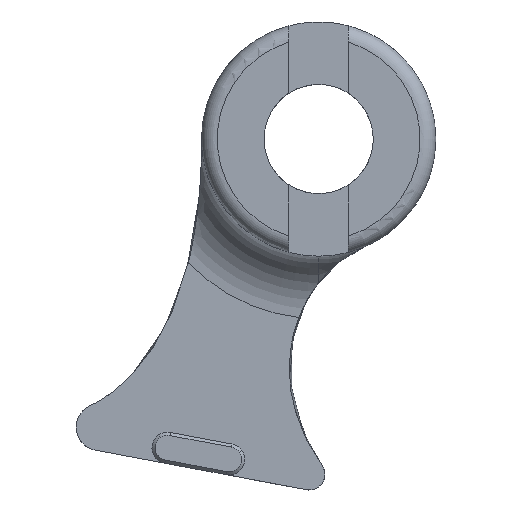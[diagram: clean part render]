
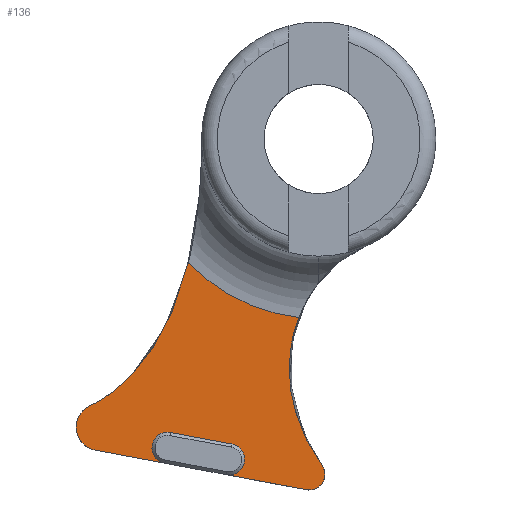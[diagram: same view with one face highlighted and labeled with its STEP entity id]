
A CAD part, left-side view. The second image highlights one B-rep face of the part: STEP entity #136.
In plain terms, the highlighted planar face has unit normal (-1, 0, 0).
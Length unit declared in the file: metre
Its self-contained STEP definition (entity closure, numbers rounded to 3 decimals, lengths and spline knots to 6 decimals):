
#136=ADVANCED_FACE('2:29093',(#249),#250,.F.);
#249=FACE_OUTER_BOUND('',#624,.T.);
#250=PLANE('',#625);
#624=EDGE_LOOP('',(#1080,#1081,#1082,#1083,#1084,#1085,#1086,#1087,#1088,#1089,#1090,#1091));
#625=AXIS2_PLACEMENT_3D('',#1092,#1093,#1094);
#1080=ORIENTED_EDGE('',*,*,#1526,.F.);
#1081=ORIENTED_EDGE('',*,*,#1527,.T.);
#1082=ORIENTED_EDGE('',*,*,#1524,.F.);
#1083=ORIENTED_EDGE('',*,*,#1528,.T.);
#1084=ORIENTED_EDGE('',*,*,#1414,.F.);
#1085=ORIENTED_EDGE('',*,*,#1529,.T.);
#1086=ORIENTED_EDGE('',*,*,#1530,.F.);
#1087=ORIENTED_EDGE('',*,*,#1531,.T.);
#1088=ORIENTED_EDGE('',*,*,#1399,.F.);
#1089=ORIENTED_EDGE('',*,*,#1532,.F.);
#1090=ORIENTED_EDGE('',*,*,#1533,.F.);
#1091=ORIENTED_EDGE('',*,*,#1395,.F.);
#1092=CARTESIAN_POINT('',(-0.005,-0.000751,0.026039));
#1093=DIRECTION('',(1.0,0.0,0.0));
#1094=DIRECTION('',(0.0,1.0,0.0));
#1395=EDGE_CURVE('2:29348',#1592,#1595,#1596,.T.);
#1399=EDGE_CURVE('2:29369',#1600,#1603,#1604,.T.);
#1414=EDGE_CURVE('2:29357',#1629,#1631,#1632,.T.);
#1524=EDGE_CURVE('2:29342',#1825,#1827,#1828,.T.);
#1526=EDGE_CURVE('2:29348',#1830,#1592,#1831,.T.);
#1527=EDGE_CURVE('2:29351',#1830,#1827,#1832,.T.);
#1528=EDGE_CURVE('2:29354',#1825,#1631,#1833,.T.);
#1529=EDGE_CURVE('2:29360',#1629,#1834,#1835,.T.);
#1530=EDGE_CURVE('2:29363',#1836,#1834,#1837,.T.);
#1531=EDGE_CURVE('2:29366',#1836,#1603,#1838,.T.);
#1532=EDGE_CURVE('2:29369',#1839,#1600,#1840,.T.);
#1533=EDGE_CURVE('2:29372',#1595,#1839,#1841,.T.);
#1592=VERTEX_POINT('',#1915);
#1595=VERTEX_POINT('',#1919);
#1596=CIRCLE('',#1920,0.001);
#1600=VERTEX_POINT('',#1925);
#1603=VERTEX_POINT('',#1929);
#1604=CIRCLE('',#1930,0.001);
#1629=VERTEX_POINT('',#1960);
#1631=VERTEX_POINT('',#1971);
#1632=CIRCLE('',#1972,0.0115);
#1825=VERTEX_POINT('',#2624);
#1827=VERTEX_POINT('',#2627);
#1828=B_SPLINE_CURVE_WITH_KNOTS('',3,(#2628,#2629,#2630,#2631,#2632,#2633,#2634,#2635,#2636,#2637,#2638,#2639,#2640),.UNSPECIFIED.,.F.,.F.,(4,3,3,3,4),(0.,0.050391,0.100782,0.16797,0.235158),.UNSPECIFIED.);
#1830=VERTEX_POINT('',#2643);
#1831=CIRCLE('',#2644,0.001);
#1832=LINE('',#2645,#2646);
#1833=B_SPLINE_CURVE_WITH_KNOTS('',3,(#2647,#2648,#2649,#2650,#2651,#2652,#2653,#2654,#2655,#2656,#2657,#2658,#2659,#2660,#2661,#2662,#2663,#2664,#2665,#2666,#2667,#2668,#2669,#2670,#2671),.UNSPECIFIED.,.F.,.F.,(4,3,3,3,3,3,3,3,4),(0.656611,0.683546,0.698545,0.798537,0.86346,0.890432,0.959679,1.014383,1.022638),.UNSPECIFIED.);
#1834=VERTEX_POINT('',#2672);
#1835=B_SPLINE_CURVE_WITH_KNOTS('',3,(#2673,#2674,#2675,#2676,#2677,#2678,#2679),.UNSPECIFIED.,.F.,.F.,(4,3,4),(3.165964,5.727391,7.543298),.UNSPECIFIED.);
#1836=VERTEX_POINT('',#2680);
#1837=B_SPLINE_CURVE_WITH_KNOTS('',3,(#2681,#2682,#2683,#2684,#2685,#2686,#2687,#2688,#2689,#2690,#2691,#2692,#2693),.UNSPECIFIED.,.F.,.F.,(4,3,3,3,4),(0.0,0.081107,0.162214,0.270357,0.3785),.UNSPECIFIED.);
#1838=LINE('',#2694,#2695);
#1839=VERTEX_POINT('',#2696);
#1840=CIRCLE('',#2697,0.001);
#1841=LINE('',#2698,#2699);
#1915=CARTESIAN_POINT('',(-0.005,-0.00008,0.012625));
#1919=CARTESIAN_POINT('',(-0.005,0.000561,0.013043));
#1920=AXIS2_PLACEMENT_3D('',#2992,#2993,#2994);
#1925=CARTESIAN_POINT('',(-0.005,0.005242,0.013622));
#1929=CARTESIAN_POINT('',(-0.005,0.004861,0.011814));
#1930=AXIS2_PLACEMENT_3D('',#3000,#3001,#3002);
#1960=CARTESIAN_POINT('',(-0.005,0.003347,0.024668));
#1971=CARTESIAN_POINT('',(-0.005,-0.003731,0.021148));
#1972=AXIS2_PLACEMENT_3D('',#3032,#3033,#3034);
#2624=CARTESIAN_POINT('',(-0.005,-0.005234,0.011649));
#2627=CARTESIAN_POINT('',(-0.005,-0.004217,0.010112));
#2628=CARTESIAN_POINT('',(-0.005,-0.005234,0.011649));
#2629=CARTESIAN_POINT('',(-0.005,-0.005327,0.01151));
#2630=CARTESIAN_POINT('',(-0.005,-0.005383,0.011347));
#2631=CARTESIAN_POINT('',(-0.005,-0.005398,0.01118));
#2632=CARTESIAN_POINT('',(-0.005,-0.005412,0.011014));
#2633=CARTESIAN_POINT('',(-0.005,-0.005384,0.010843));
#2634=CARTESIAN_POINT('',(-0.005,-0.005316,0.01069));
#2635=CARTESIAN_POINT('',(-0.005,-0.005226,0.010486));
#2636=CARTESIAN_POINT('',(-0.005,-0.005065,0.010314));
#2637=CARTESIAN_POINT('',(-0.005,-0.004868,0.01021));
#2638=CARTESIAN_POINT('',(-0.005,-0.00467,0.010106));
#2639=CARTESIAN_POINT('',(-0.005,-0.004437,0.010071));
#2640=CARTESIAN_POINT('',(-0.005,-0.004217,0.010112));
#2643=CARTESIAN_POINT('',(-0.005,0.00093,0.011077));
#2644=AXIS2_PLACEMENT_3D('',#3171,#3172,#3173);
#2645=CARTESIAN_POINT('',(-0.005,-0.001307,0.010657));
#2646=VECTOR('',#3174,0.01);
#2647=CARTESIAN_POINT('',(-0.005,-0.005234,0.011649));
#2648=CARTESIAN_POINT('',(-0.005,-0.005184,0.011724));
#2649=CARTESIAN_POINT('',(-0.005,-0.005134,0.011799));
#2650=CARTESIAN_POINT('',(-0.005,-0.005084,0.011874));
#2651=CARTESIAN_POINT('',(-0.005,-0.005057,0.011915));
#2652=CARTESIAN_POINT('',(-0.005,-0.00503,0.011955));
#2653=CARTESIAN_POINT('',(-0.005,-0.005,0.012));
#2654=CARTESIAN_POINT('',(-0.005,-0.004798,0.012303));
#2655=CARTESIAN_POINT('',(-0.005,-0.004402,0.012913));
#2656=CARTESIAN_POINT('',(-0.005,-0.004022,0.013756));
#2657=CARTESIAN_POINT('',(-0.005,-0.003775,0.014303));
#2658=CARTESIAN_POINT('',(-0.005,-0.003536,0.014949));
#2659=CARTESIAN_POINT('',(-0.005,-0.003365,0.015675));
#2660=CARTESIAN_POINT('',(-0.005,-0.003294,0.015977));
#2661=CARTESIAN_POINT('',(-0.005,-0.003235,0.016292));
#2662=CARTESIAN_POINT('',(-0.005,-0.003193,0.016605));
#2663=CARTESIAN_POINT('',(-0.005,-0.003085,0.017407));
#2664=CARTESIAN_POINT('',(-0.005,-0.00308,0.018215));
#2665=CARTESIAN_POINT('',(-0.005,-0.003184,0.019016));
#2666=CARTESIAN_POINT('',(-0.005,-0.003265,0.019648));
#2667=CARTESIAN_POINT('',(-0.005,-0.003416,0.020277));
#2668=CARTESIAN_POINT('',(-0.005,-0.00363,0.020878));
#2669=CARTESIAN_POINT('',(-0.005,-0.003662,0.020968));
#2670=CARTESIAN_POINT('',(-0.005,-0.003696,0.021058));
#2671=CARTESIAN_POINT('',(-0.005,-0.003731,0.021148));
#2672=CARTESIAN_POINT('',(-0.005,0.009667,0.015479));
#2673=CARTESIAN_POINT('',(-0.005,0.003347,0.024668));
#2674=CARTESIAN_POINT('',(-0.005,0.004081,0.021693));
#2675=CARTESIAN_POINT('',(-0.005,0.005244,0.019458));
#2676=CARTESIAN_POINT('',(-0.005,0.006598,0.01788));
#2677=CARTESIAN_POINT('',(-0.005,0.007558,0.016762));
#2678=CARTESIAN_POINT('',(-0.005,0.008611,0.015976));
#2679=CARTESIAN_POINT('',(-0.005,0.009667,0.015479));
#2680=CARTESIAN_POINT('',(-0.005,0.009304,0.012647));
#2681=CARTESIAN_POINT('',(-0.005,0.009304,0.012647));
#2682=CARTESIAN_POINT('',(-0.005,0.009569,0.012697));
#2683=CARTESIAN_POINT('',(-0.005,0.00982,0.01282));
#2684=CARTESIAN_POINT('',(-0.005,0.010022,0.012998));
#2685=CARTESIAN_POINT('',(-0.005,0.010224,0.013177));
#2686=CARTESIAN_POINT('',(-0.005,0.010377,0.013411));
#2687=CARTESIAN_POINT('',(-0.005,0.010458,0.013668));
#2688=CARTESIAN_POINT('',(-0.005,0.010566,0.01401));
#2689=CARTESIAN_POINT('',(-0.005,0.010546,0.014393));
#2690=CARTESIAN_POINT('',(-0.005,0.010402,0.014722));
#2691=CARTESIAN_POINT('',(-0.005,0.010259,0.01505));
#2692=CARTESIAN_POINT('',(-0.005,0.009992,0.015326));
#2693=CARTESIAN_POINT('',(-0.005,0.009667,0.015479));
#2694=CARTESIAN_POINT('',(-0.005,-0.001307,0.010657));
#2695=VECTOR('',#3175,0.01);
#2696=CARTESIAN_POINT('',(-0.005,0.004493,0.01378));
#2697=AXIS2_PLACEMENT_3D('',#3176,#3177,#3178);
#2698=CARTESIAN_POINT('',(-0.005,-0.000422,0.012858));
#2699=VECTOR('',#3179,0.01);
#2992=CARTESIAN_POINT('',(-0.005,0.000745,0.01206));
#2993=DIRECTION('',(-1.0,0.0,0.0));
#2994=DIRECTION('',(0.0,-0.825,0.565));
#3000=CARTESIAN_POINT('',(-0.005,0.004677,0.012797));
#3001=DIRECTION('',(-1.0,0.0,0.0));
#3002=DIRECTION('',(0.0,0.825,-0.565));
#3032=CARTESIAN_POINT('',(-0.005,-0.005001,0.032578));
#3033=DIRECTION('',(-1.0,0.0,0.0));
#3034=DIRECTION('',(0.0,0.55,-0.835));
#3171=CARTESIAN_POINT('',(-0.005,0.000745,0.01206));
#3172=DIRECTION('',(-1.0,0.0,0.0));
#3173=DIRECTION('',(0.0,-0.825,0.565));
#3174=DIRECTION('',(0.0,-0.983,-0.184));
#3175=DIRECTION('',(0.0,-0.983,-0.184));
#3176=CARTESIAN_POINT('',(-0.005,0.004677,0.012797));
#3177=DIRECTION('',(-1.0,0.0,0.0));
#3178=DIRECTION('',(0.0,0.825,-0.565));
#3179=DIRECTION('',(0.0,0.983,0.184));
